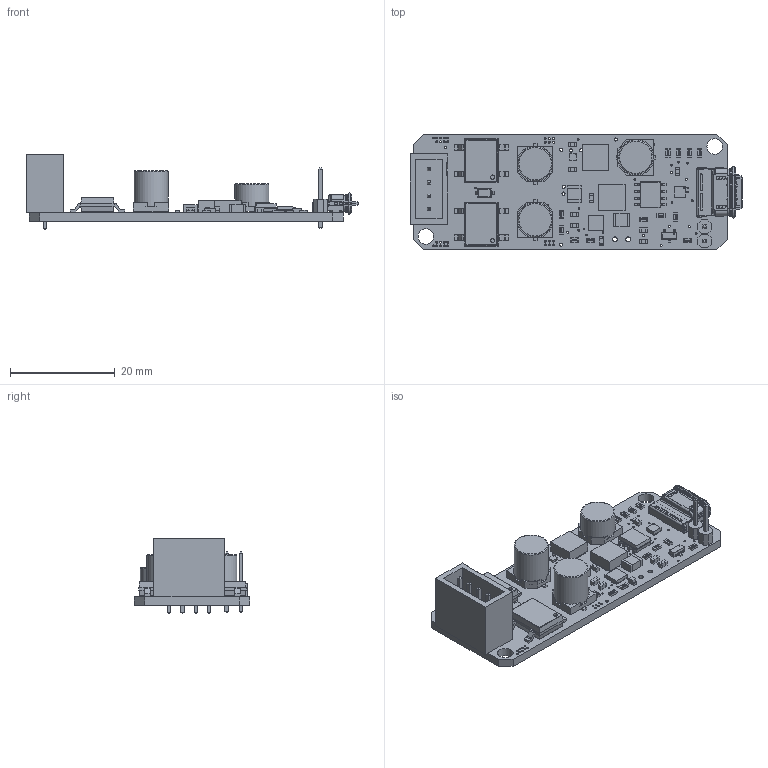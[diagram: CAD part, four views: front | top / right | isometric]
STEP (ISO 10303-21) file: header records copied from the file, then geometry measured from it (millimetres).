
FILE_DESCRIPTION(/* description */ (''),/* implementation_level */ '2;1');
FILE_NAME(/* name */ 'Beechat_Crank_v1.2_image3 v1.step',/* time_stamp */ '2021-11-04T15:39:11-03:00',/* author */ (''),/* organization */ (''),/* preprocessor_version */ 'ST-DEVELOPER v18.1',/* originating_system */ 'Autodesk Translation Framework v10.10.0.1391',/* authorisation */ '');
FILE_SCHEMA (('AUTOMOTIVE_DESIGN { 1 0 10303 214 3 1 1 }'));
Products named in the file (48): Beechat_Crank_v1.2_image3; PCB Component; Board; 1X01; DF01S-T; Body; PinsArrayLR; 47uF; Base; Pin1Fillet; Pin2Fillet; Fillet; 10nF; 33uF; Base (1); Pin1Fillet (1); Pin2Fillet (1); Fillet (1); 10uF; 90136-1304; Body (1); LeadsArray; LED_BLUE; TUSB319IDRFRQ1; Body (2); ThermalPin; PinsArrayLR (1); TPS61253YFFT; Array; Body (3); 1uF; Body (4); Pins; SOT95P237X112-3N; Body (5); PinsArrayL; FilletPinR; 1k; MIC2545; 5.6V ...
Assembly tree (70 placements, depth 4):
  Beechat_Crank_v1.2_image3
    PCB Component
      Board
      1X01  x2
      DF01S-T  x2
        Body
        PinsArrayLR
      47uF  x2
        Base
        Pin1Fillet
        Pin2Fillet
        Fillet
      10nF  x8
      33uF
        Base (1)
        Pin1Fillet (1)
        Pin2Fillet (1)
        Fillet (1)
      10uF  x2
      90136-1304
        Body (1)
        LeadsArray
      LED_BLUE
      TUSB319IDRFRQ1
        Body (2)
        ThermalPin
        PinsArrayLR (1)
      TPS61253YFFT
        Array
        Body (3)
      1uF  x2
        Body (4)
        Pins
      SOT95P237X112-3N
        Body (5)
        PinsArrayL
        FilletPinR
      1k  x12
      MIC2545
      5.6V
        Body (6)
        FilletPinL
        FilletPinR (1)
      BQ25300RTER
        BODY-QFN
        FRAME-RTE0016C
      2305018-2
      JP1
Bounding box: 63.42 x 22 x 14.3 mm (x, y, z)
Volume: 4201.7 mm3; surface area: 6990.8 mm2
Topology: 185 solids, 185 shells, 5224 faces, 13929 edges, 9184 vertices
Faces by surface type: plane 4671, cylinder 488, torus 38, cone 18, sphere 9
Full cylindrical faces by diameter (mm): 0.151 x1, 0.163 x1, 0.25 x1, 0.35 x59, 0.6 x28, 0.794 x2, 0.914 x2, 1.016 x2, 1.1 x4, 3 x2, 6.5 x3
Entity records: 65510 total; most frequent: CARTESIAN_POINT 11089, DIRECTION 10801, ORIENTED_EDGE 10492, EDGE_CURVE 5246, LINE 4229, VECTOR 4229, VERTEX_POINT 3416, AXIS2_PLACEMENT_3D 3286
